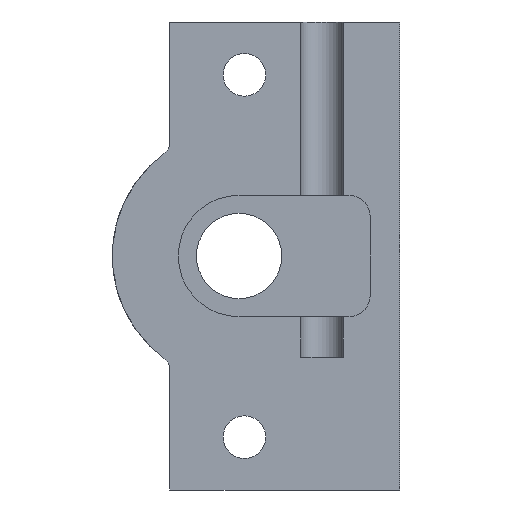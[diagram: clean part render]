
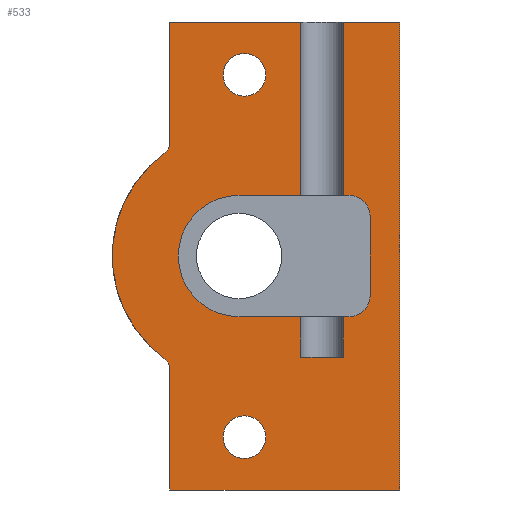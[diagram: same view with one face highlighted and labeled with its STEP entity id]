
A CAD part, left-side view. The second image highlights one B-rep face of the part: STEP entity #533.
In plain terms, the highlighted planar face has unit normal (-1, 0, 0).
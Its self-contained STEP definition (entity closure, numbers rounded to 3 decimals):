
#19=FACE_BOUND('',#93,.T.);
#20=FACE_BOUND('',#94,.T.);
#36=PLANE('',#605);
#61=FACE_OUTER_BOUND('',#92,.T.);
#92=EDGE_LOOP('',(#466,#467,#468,#469,#470,#471,#472,#473,#474,#475,#476,
#477,#478,#479,#480,#481,#482,#483,#484,#485,#486,#487));
#93=EDGE_LOOP('',(#488));
#94=EDGE_LOOP('',(#489));
#106=LINE('',#808,#157);
#107=LINE('',#811,#158);
#110=LINE('',#819,#161);
#111=LINE('',#823,#162);
#127=LINE('',#866,#178);
#131=LINE('',#872,#182);
#134=LINE('',#877,#185);
#136=LINE('',#882,#187);
#137=LINE('',#885,#188);
#138=LINE('',#891,#189);
#139=LINE('',#894,#190);
#140=LINE('',#895,#191);
#141=LINE('',#897,#192);
#142=LINE('',#898,#193);
#146=LINE('',#908,#197);
#147=LINE('',#910,#198);
#157=VECTOR('',#653,1000.);
#158=VECTOR('',#656,1000.);
#161=VECTOR('',#665,1000.);
#162=VECTOR('',#668,1000.);
#178=VECTOR('',#702,1000.);
#182=VECTOR('',#708,1000.);
#185=VECTOR('',#713,1000.);
#187=VECTOR('',#717,1000.);
#188=VECTOR('',#720,1000.);
#189=VECTOR('',#727,1000.);
#190=VECTOR('',#732,1000.);
#191=VECTOR('',#733,1000.);
#192=VECTOR('',#736,1000.);
#193=VECTOR('',#737,1000.);
#197=VECTOR('',#747,1000.);
#198=VECTOR('',#750,1000.);
#201=CIRCLE('',#563,1.5);
#203=CIRCLE('',#566,1.5);
#206=CIRCLE('',#570,1.5);
#208=CIRCLE('',#573,1.5);
#219=CIRCLE('',#600,8.921);
#220=CIRCLE('',#604,4.275);
#221=CIRCLE('',#606,1.);
#222=CIRCLE('',#607,1.);
#225=VERTEX_POINT('',#773);
#227=VERTEX_POINT('',#779);
#231=VERTEX_POINT('',#788);
#232=VERTEX_POINT('',#790);
#235=VERTEX_POINT('',#797);
#236=VERTEX_POINT('',#799);
#238=VERTEX_POINT('',#805);
#239=VERTEX_POINT('',#807);
#240=VERTEX_POINT('',#809);
#242=VERTEX_POINT('',#818);
#243=VERTEX_POINT('',#820);
#244=VERTEX_POINT('',#822);
#261=VERTEX_POINT('',#864);
#262=VERTEX_POINT('',#865);
#263=VERTEX_POINT('',#870);
#264=VERTEX_POINT('',#875);
#265=VERTEX_POINT('',#879);
#266=VERTEX_POINT('',#881);
#267=VERTEX_POINT('',#883);
#268=VERTEX_POINT('',#889);
#269=VERTEX_POINT('',#890);
#270=VERTEX_POINT('',#900);
#271=VERTEX_POINT('',#902);
#272=VERTEX_POINT('',#906);
#276=EDGE_CURVE('',#225,#225,#201,.T.);
#279=EDGE_CURVE('',#227,#227,#203,.T.);
#284=EDGE_CURVE('',#231,#232,#206,.T.);
#288=EDGE_CURVE('',#235,#236,#208,.T.);
#292=EDGE_CURVE('',#239,#238,#106,.T.);
#294=EDGE_CURVE('',#235,#240,#107,.T.);
#298=EDGE_CURVE('',#242,#232,#110,.T.);
#300=EDGE_CURVE('',#244,#243,#111,.T.);
#320=EDGE_CURVE('',#261,#262,#127,.T.);
#324=EDGE_CURVE('',#261,#263,#131,.T.);
#327=EDGE_CURVE('',#263,#264,#134,.T.);
#329=EDGE_CURVE('',#266,#265,#136,.T.);
#331=EDGE_CURVE('',#264,#267,#137,.T.);
#333=EDGE_CURVE('',#268,#269,#138,.T.);
#335=EDGE_CURVE('',#243,#266,#139,.T.);
#336=EDGE_CURVE('',#267,#242,#140,.T.);
#337=EDGE_CURVE('',#240,#268,#141,.T.);
#338=EDGE_CURVE('',#269,#239,#142,.T.);
#340=EDGE_CURVE('',#271,#270,#219,.T.);
#343=EDGE_CURVE('',#272,#265,#146,.T.);
#344=EDGE_CURVE('',#231,#236,#147,.T.);
#345=EDGE_CURVE('',#238,#244,#220,.T.);
#346=EDGE_CURVE('',#272,#271,#221,.T.);
#347=EDGE_CURVE('',#270,#262,#222,.T.);
#466=ORIENTED_EDGE('',*,*,#335,.T.);
#467=ORIENTED_EDGE('',*,*,#329,.T.);
#468=ORIENTED_EDGE('',*,*,#343,.F.);
#469=ORIENTED_EDGE('',*,*,#346,.T.);
#470=ORIENTED_EDGE('',*,*,#340,.T.);
#471=ORIENTED_EDGE('',*,*,#347,.T.);
#472=ORIENTED_EDGE('',*,*,#320,.F.);
#473=ORIENTED_EDGE('',*,*,#324,.T.);
#474=ORIENTED_EDGE('',*,*,#327,.T.);
#475=ORIENTED_EDGE('',*,*,#331,.T.);
#476=ORIENTED_EDGE('',*,*,#336,.T.);
#477=ORIENTED_EDGE('',*,*,#298,.T.);
#478=ORIENTED_EDGE('',*,*,#284,.F.);
#479=ORIENTED_EDGE('',*,*,#344,.T.);
#480=ORIENTED_EDGE('',*,*,#288,.F.);
#481=ORIENTED_EDGE('',*,*,#294,.T.);
#482=ORIENTED_EDGE('',*,*,#337,.T.);
#483=ORIENTED_EDGE('',*,*,#333,.T.);
#484=ORIENTED_EDGE('',*,*,#338,.T.);
#485=ORIENTED_EDGE('',*,*,#292,.T.);
#486=ORIENTED_EDGE('',*,*,#345,.T.);
#487=ORIENTED_EDGE('',*,*,#300,.T.);
#488=ORIENTED_EDGE('',*,*,#276,.T.);
#489=ORIENTED_EDGE('',*,*,#279,.T.);
#533=ADVANCED_FACE('',(#61,#19,#20),#36,.T.);
#563=AXIS2_PLACEMENT_3D('',#774,#621,#622);
#566=AXIS2_PLACEMENT_3D('',#780,#628,#629);
#570=AXIS2_PLACEMENT_3D('',#791,#638,#639);
#573=AXIS2_PLACEMENT_3D('',#800,#646,#647);
#600=AXIS2_PLACEMENT_3D('',#903,#741,#742);
#604=AXIS2_PLACEMENT_3D('',#912,#753,#754);
#605=AXIS2_PLACEMENT_3D('',#913,#755,#756);
#606=AXIS2_PLACEMENT_3D('',#914,#757,#758);
#607=AXIS2_PLACEMENT_3D('',#915,#759,#760);
#621=DIRECTION('center_axis',(1.,0.,0.));
#622=DIRECTION('ref_axis',(0.,0.,1.));
#628=DIRECTION('center_axis',(1.,0.,0.));
#629=DIRECTION('ref_axis',(0.,0.,1.));
#638=DIRECTION('center_axis',(-1.,0.,0.));
#639=DIRECTION('ref_axis',(0.,-0.707,0.707));
#646=DIRECTION('center_axis',(-1.,0.,0.));
#647=DIRECTION('ref_axis',(0.,-0.707,-0.707));
#653=DIRECTION('',(0.,1.,0.));
#656=DIRECTION('',(0.,1.,0.));
#665=DIRECTION('',(0.,-1.,0.));
#668=DIRECTION('',(0.,-1.,0.));
#702=DIRECTION('',(0.,0.,1.));
#708=DIRECTION('',(0.,-1.,0.));
#713=DIRECTION('',(0.,0.,1.));
#717=DIRECTION('',(0.,1.,0.));
#720=DIRECTION('',(0.,1.,0.));
#727=DIRECTION('',(0.,1.,0.));
#732=DIRECTION('',(0.,0.,1.));
#733=DIRECTION('',(0.,0.,-1.));
#736=DIRECTION('',(0.,0.,-1.));
#737=DIRECTION('',(0.,0.,1.));
#741=DIRECTION('center_axis',(-1.,0.,0.));
#742=DIRECTION('ref_axis',(0.,0.,1.));
#747=DIRECTION('',(0.,0.,1.));
#750=DIRECTION('',(0.,0.,-1.));
#753=DIRECTION('center_axis',(1.,0.,0.));
#754=DIRECTION('ref_axis',(0.,0.,1.));
#755=DIRECTION('center_axis',(-1.,0.,0.));
#756=DIRECTION('ref_axis',(0.,1.,0.));
#757=DIRECTION('center_axis',(1.,0.,0.));
#758=DIRECTION('ref_axis',(0.,0.,1.));
#759=DIRECTION('center_axis',(1.,0.,0.));
#760=DIRECTION('ref_axis',(0.,0.,1.));
#773=CARTESIAN_POINT('',(-17.845,11.275,14.25));
#774=CARTESIAN_POINT('Origin',(-17.845,11.275,12.75));
#779=CARTESIAN_POINT('',(-17.845,11.275,-11.25));
#780=CARTESIAN_POINT('Origin',(-17.845,11.275,-12.75));
#788=CARTESIAN_POINT('',(-17.845,2.425,2.775));
#790=CARTESIAN_POINT('',(-17.845,3.925,4.275));
#791=CARTESIAN_POINT('Origin',(-17.845,3.925,2.775));
#797=CARTESIAN_POINT('',(-17.845,3.925,-4.275));
#799=CARTESIAN_POINT('',(-17.845,2.425,-2.775));
#800=CARTESIAN_POINT('Origin',(-17.845,3.925,-2.775));
#805=CARTESIAN_POINT('',(-17.845,11.65,-4.275));
#807=CARTESIAN_POINT('',(-17.845,7.301,-4.275));
#808=CARTESIAN_POINT('',(-17.845,-1.7,-4.275));
#809=CARTESIAN_POINT('',(-17.845,4.301,-4.275));
#811=CARTESIAN_POINT('',(-17.845,-1.7,-4.275));
#818=CARTESIAN_POINT('',(-17.845,4.301,4.275));
#819=CARTESIAN_POINT('',(-17.845,2.913,4.275));
#820=CARTESIAN_POINT('',(-17.845,7.301,4.275));
#822=CARTESIAN_POINT('',(-17.845,11.65,4.275));
#823=CARTESIAN_POINT('',(-17.845,2.913,4.275));
#864=CARTESIAN_POINT('',(-17.845,16.525,-16.471));
#865=CARTESIAN_POINT('',(-17.845,16.525,-7.994));
#866=CARTESIAN_POINT('',(-17.845,16.525,-27.75));
#870=CARTESIAN_POINT('',(-17.845,0.343,-16.471));
#872=CARTESIAN_POINT('',(-17.845,5.35,-16.471));
#875=CARTESIAN_POINT('',(-17.845,0.343,16.471));
#877=CARTESIAN_POINT('',(-17.845,0.343,5.64));
#879=CARTESIAN_POINT('',(-17.845,16.525,16.471));
#881=CARTESIAN_POINT('',(-17.845,7.301,16.471));
#882=CARTESIAN_POINT('',(-17.845,-2.741,16.471));
#883=CARTESIAN_POINT('',(-17.845,4.301,16.471));
#885=CARTESIAN_POINT('',(-17.845,-2.741,16.471));
#889=CARTESIAN_POINT('',(-17.845,4.301,-7.125));
#890=CARTESIAN_POINT('',(-17.845,7.301,-7.125));
#891=CARTESIAN_POINT('',(-17.845,0.032,-7.125));
#894=CARTESIAN_POINT('',(-17.845,7.301,5.663));
#895=CARTESIAN_POINT('',(-17.845,4.301,17.85));
#897=CARTESIAN_POINT('',(-17.845,4.301,-5.625));
#898=CARTESIAN_POINT('',(-17.845,7.301,-5.625));
#900=CARTESIAN_POINT('',(-17.845,16.933,-7.188));
#902=CARTESIAN_POINT('',(-17.845,16.933,7.188));
#903=CARTESIAN_POINT('Origin',(-17.845,11.65,0.));
#906=CARTESIAN_POINT('',(-17.845,16.525,7.994));
#908=CARTESIAN_POINT('',(-17.845,16.525,-27.75));
#910=CARTESIAN_POINT('',(-17.845,2.425,16.013));
#912=CARTESIAN_POINT('Origin',(-17.845,11.65,0.));
#913=CARTESIAN_POINT('Origin',(-17.845,-5.825,27.75));
#914=CARTESIAN_POINT('Origin',(-17.845,17.525,7.994));
#915=CARTESIAN_POINT('Origin',(-17.845,17.525,-7.994));
